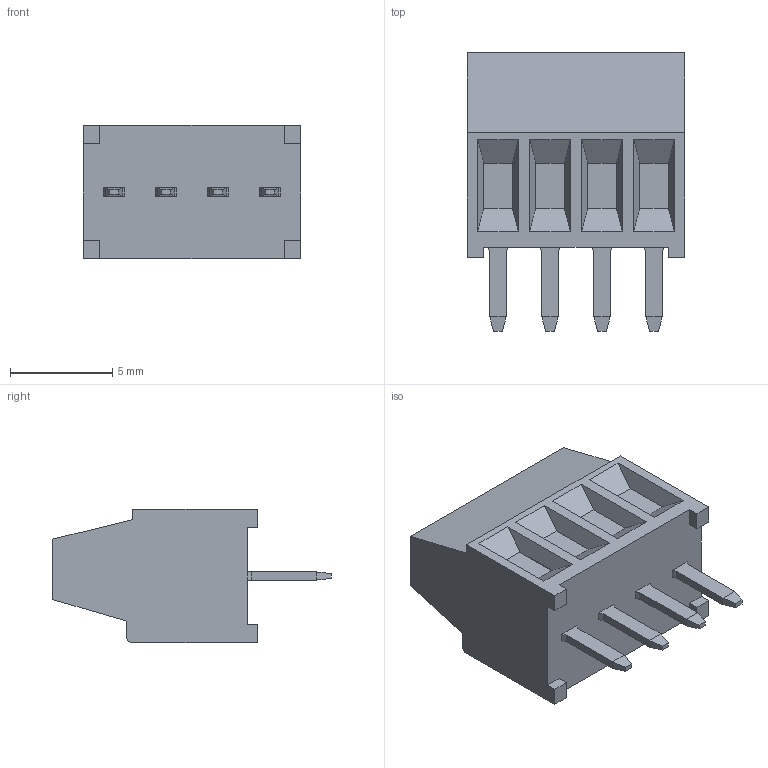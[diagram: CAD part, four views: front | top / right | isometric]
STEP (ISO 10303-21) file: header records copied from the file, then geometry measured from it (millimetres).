
FILE_DESCRIPTION (( 'STEP AP214' ), '1' );
FILE_NAME ('282834-4.STEP', '2023-03-03T13:01:25', ( '' ), ( '' ), 'SwSTEP 2.0', 'SolidWorks 2017', '' );
FILE_SCHEMA (( 'AUTOMOTIVE_DESIGN' ));
Length unit declared in the file: millimetre
Products named in the file (2): 282834-4; 282834-4_282834-4
Assembly tree (1 placements, depth 2):
  282834-4
    282834-4_282834-4
Bounding box: 10.62 x 13.6 x 6.5 mm (x, y, z)
Volume: 501.3 mm3; surface area: 893.4 mm2
Topology: 13 solids, 13 shells, 223 faces, 551 edges, 354 vertices
Faces by surface type: plane 202, cylinder 21
Entity records: 7024 total; most frequent: CARTESIAN_POINT 1156, ORIENTED_EDGE 1102, DIRECTION 1055, EDGE_CURVE 551, VECTOR 485, LINE 485, VERTEX_POINT 354, AXIS2_PLACEMENT_3D 285
